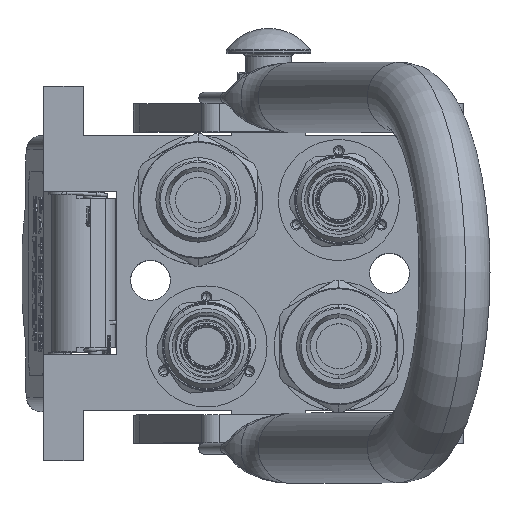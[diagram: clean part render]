
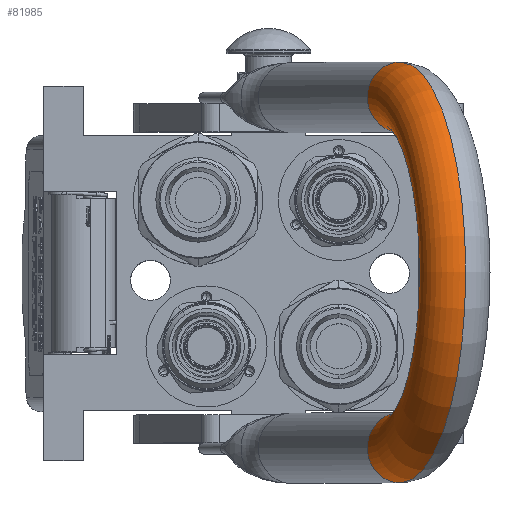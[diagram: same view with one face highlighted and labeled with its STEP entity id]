
A CAD part, top view. The second image highlights one B-rep face of the part: STEP entity #81985.
In plain terms, the highlighted toroidal (fillet/blend) face has major radius 62.25 mm and minor radius 12.5 mm.
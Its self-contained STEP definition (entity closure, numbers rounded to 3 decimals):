
#980 = ORIENTED_EDGE ( 'NONE', *, *, #40693, .T. ) ;
#1706 = ORIENTED_EDGE ( 'NONE', *, *, #104620, .F. ) ;
#2203 = DIRECTION ( 'NONE',  ( 0., 1., 0. ) ) ;
#2245 = AXIS2_PLACEMENT_3D ( 'NONE', #7095, #28318, #18175 ) ;
#3225 = AXIS2_PLACEMENT_3D ( 'NONE', #86688, #141421, #20706 ) ;
#3618 = DIRECTION ( 'NONE',  ( 1., 0., 0. ) ) ;
#4186 = AXIS2_PLACEMENT_3D ( 'NONE', #34939, #2203, #121491 ) ;
#7095 = CARTESIAN_POINT ( 'NONE',  ( 0., 0., 125.25 ) ) ;
#9361 = ORIENTED_EDGE ( 'NONE', *, *, #43019, .T. ) ;
#13406 = CARTESIAN_POINT ( 'NONE',  ( -62.25, 0., 125.25 ) ) ;
#14940 = CARTESIAN_POINT ( 'NONE',  ( 74.75, 0., 125.25 ) ) ;
#18175 = DIRECTION ( 'NONE',  ( -1., 0., 0. ) ) ;
#20706 = DIRECTION ( 'NONE',  ( 1., 0., 0. ) ) ;
#24498 = DIRECTION ( 'NONE',  ( -1., 0., 0. ) ) ;
#28318 = DIRECTION ( 'NONE',  ( 0., 1., 0. ) ) ;
#29488 = AXIS2_PLACEMENT_3D ( 'NONE', #134478, #91257, #3618 ) ;
#34428 = VERTEX_POINT ( 'NONE', #52437 ) ;
#34939 = CARTESIAN_POINT ( 'NONE',  ( 0., 0., 125.25 ) ) ;
#40693 = EDGE_CURVE ( 'NONE', #127426, #34428, #92580, .T. ) ;
#43019 = EDGE_CURVE ( 'NONE', #34428, #135898, #118946, .T. ) ;
#51510 = EDGE_CURVE ( 'NONE', #98684, #135898, #66979, .T. ) ;
#52437 = CARTESIAN_POINT ( 'NONE',  ( -49.75, 0., 125.25 ) ) ;
#57341 = CIRCLE ( 'NONE', #4186, 74.75 ) ;
#58108 = CARTESIAN_POINT ( 'NONE',  ( -74.75, 0., 125.25 ) ) ;
#64753 = TOROIDAL_SURFACE ( 'NONE', #3225, 62.25, 12.5 ) ;
#66979 = CIRCLE ( 'NONE', #29488, 12.5 ) ;
#75813 = CARTESIAN_POINT ( 'NONE',  ( 49.75, 0., 125.25 ) ) ;
#81985 = ADVANCED_FACE ( 'NONE', ( #88948 ), #64753, .T. ) ;
#86688 = CARTESIAN_POINT ( 'NONE',  ( 0., 0., 125.25 ) ) ;
#88948 = FACE_OUTER_BOUND ( 'NONE', #136290, .T. ) ;
#91257 = DIRECTION ( 'NONE',  ( 0., 0., -1. ) ) ;
#92580 = CIRCLE ( 'NONE', #137770, 12.5 ) ;
#98684 = VERTEX_POINT ( 'NONE', #14940 ) ;
#104121 = ORIENTED_EDGE ( 'NONE', *, *, #51510, .F. ) ;
#104620 = EDGE_CURVE ( 'NONE', #127426, #98684, #57341, .T. ) ;
#118946 = CIRCLE ( 'NONE', #2245, 49.75 ) ;
#121491 = DIRECTION ( 'NONE',  ( -1., 0., 0. ) ) ;
#124508 = DIRECTION ( 'NONE',  ( 0., 0., 1. ) ) ;
#127426 = VERTEX_POINT ( 'NONE', #58108 ) ;
#134478 = CARTESIAN_POINT ( 'NONE',  ( 62.25, 0., 125.25 ) ) ;
#135898 = VERTEX_POINT ( 'NONE', #75813 ) ;
#136290 = EDGE_LOOP ( 'NONE', ( #9361, #104121, #1706, #980 ) ) ;
#137770 = AXIS2_PLACEMENT_3D ( 'NONE', #13406, #124508, #24498 ) ;
#141421 = DIRECTION ( 'NONE',  ( 0., 1., 0. ) ) ;
